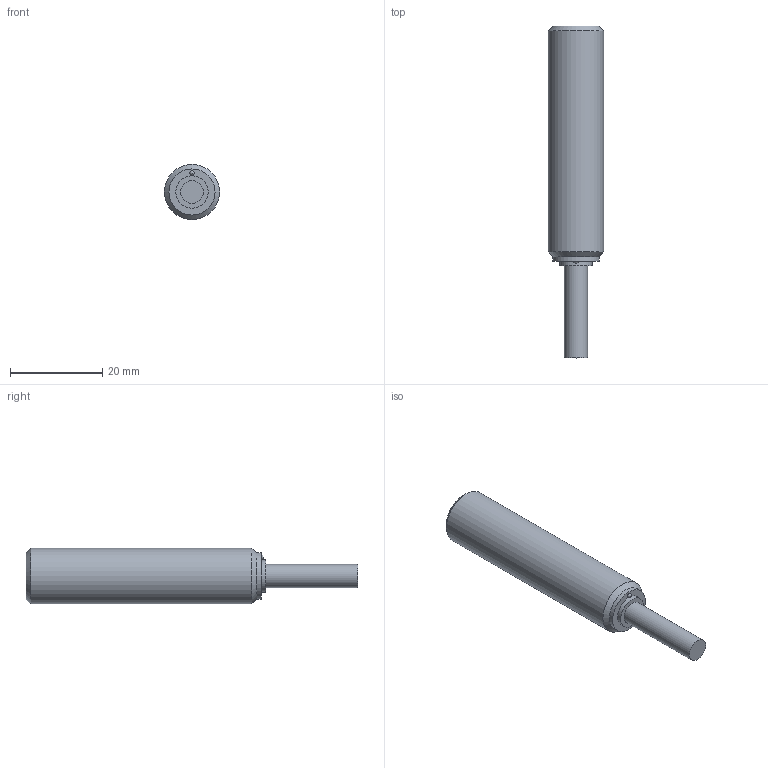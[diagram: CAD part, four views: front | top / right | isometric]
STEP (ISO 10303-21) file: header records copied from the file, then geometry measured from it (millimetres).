
FILE_DESCRIPTION(/* description */ (''),/* implementation_level */ '2;1');
FILE_NAME(/* name */ 'IC12A443.stp',/* time_stamp */ '2016-10-04T14:08:33+02:00',/* author */ ('mitarbeiter'),/* organization */ (''),/* preprocessor_version */ 'ST-DEVELOPER v15.2',/* originating_system */ 'Autodesk Inventor 2014',/* authorisation */ '');
FILE_SCHEMA (('AUTOMOTIVE_DESIGN { 1 0 10303 214 3 1 1 }'));
Length unit declared in the file: millimetre
Products named in the file (2): 1; IC12A443
Bounding box: 12 x 72 x 12 mm (x, y, z)
Volume: 6129.2 mm3; surface area: 2432.7 mm2
Topology: 1 solids, 1 shells, 11 faces, 19 edges, 12 vertices
Faces by surface type: cylinder 4, plane 4, cone 2, sphere 1
Full cylindrical faces by diameter (mm): 5 x1, 7 x1, 10 x1, 12 x1
Entity records: 254 total; most frequent: DIRECTION 48, CARTESIAN_POINT 34, AXIS2_PLACEMENT_3D 24, EDGE_LOOP 20, ORIENTED_EDGE 20, FACE_OUTER_BOUND 11, ADVANCED_FACE 11, CIRCLE 10
